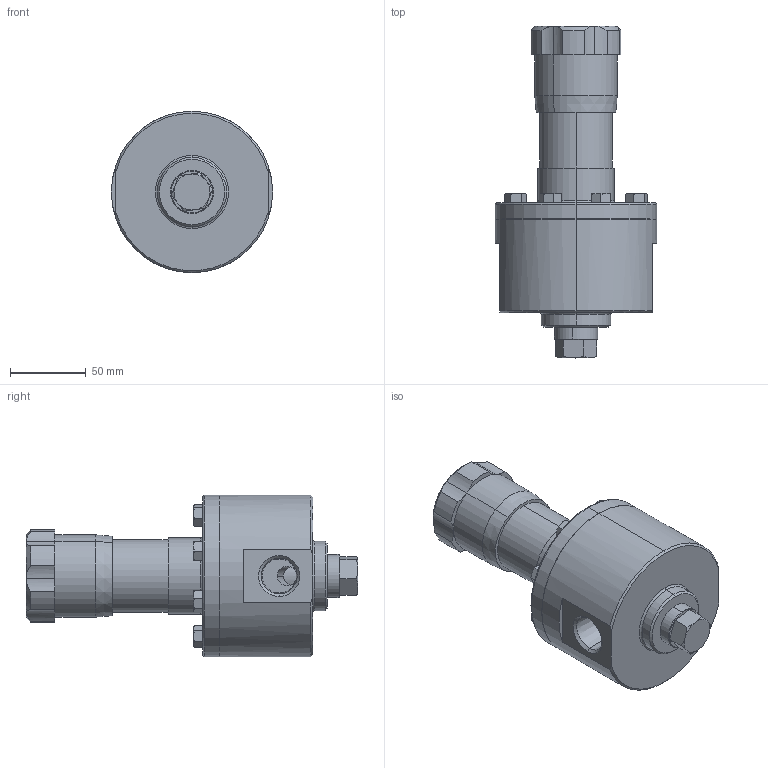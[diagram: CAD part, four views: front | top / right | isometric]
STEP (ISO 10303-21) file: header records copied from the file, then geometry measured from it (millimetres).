
FILE_DESCRIPTION (( 'STEP AP203' ), '1' );
FILE_NAME ('JSRHF-075-6N_2.5Cv.STEP', '2017-06-22T19:08:43', ( '' ), ( '' ), 'SwSTEP 2.0', 'SolidWorks 2014', '' );
FILE_SCHEMA (( 'CONFIG_CONTROL_DESIGN' ));
Length unit declared in the file: inch
Products named in the file (2): JSRHF-075-6N_2.5Cv
Bounding box: 106.68 x 219.46 x 106.68 mm (x, y, z)
Volume: 907157.1 mm3; surface area: 73992.2 mm2
Topology: 1 solids, 1 shells, 209 faces, 470 edges, 281 vertices
Faces by surface type: plane 84, cone 78, cylinder 41, torus 6
Entity records: 6612 total; most frequent: CARTESIAN_POINT 1972, ORIENTED_EDGE 940, DIRECTION 913, EDGE_CURVE 470, AXIS2_PLACEMENT_3D 372, VERTEX_POINT 281, EDGE_LOOP 227, ADVANCED_FACE 209
